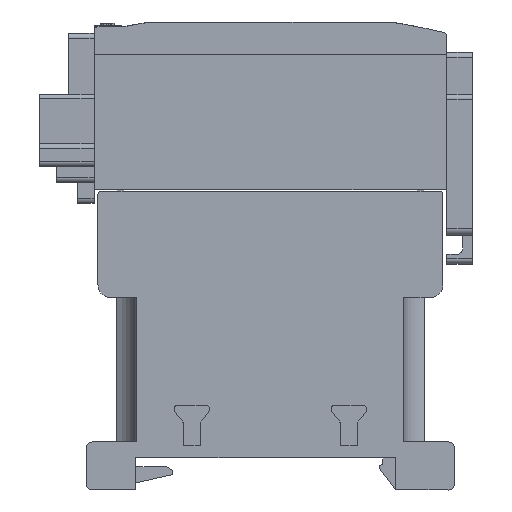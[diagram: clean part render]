
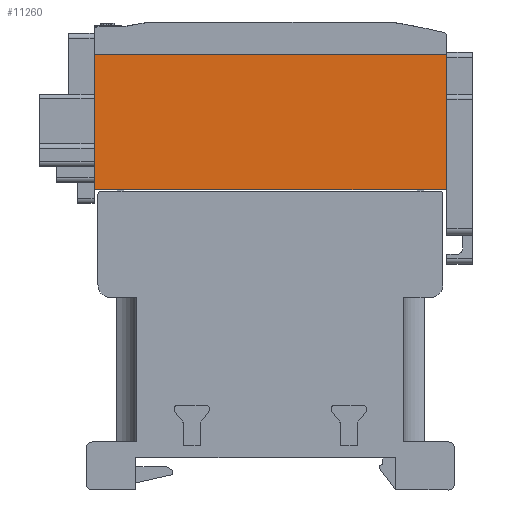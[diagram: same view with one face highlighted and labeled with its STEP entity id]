
A CAD part, left-side view. The second image highlights one B-rep face of the part: STEP entity #11260.
In plain terms, the highlighted planar face has unit normal (-1, 0, 0).
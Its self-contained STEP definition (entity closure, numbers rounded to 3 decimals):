
#11260=ADVANCED_FACE('',(#30434),#30435,.T.);
#21444=VERTEX_POINT('',#41028);
#21450=VERTEX_POINT('',#41034);
#21452=EDGE_CURVE('',#21450,#21444,#41036,.T.);
#23582=VERTEX_POINT('',#43166);
#23584=EDGE_CURVE('',#23582,#21444,#43168,.T.);
#23586=VERTEX_POINT('',#43170);
#23588=EDGE_CURVE('',#23582,#23586,#43172,.T.);
#23590=EDGE_CURVE('',#23586,#21450,#43174,.T.);
#30434=FACE_OUTER_BOUND('',#50008,.T.);
#30435=PLANE('',#50009);
#41028=CARTESIAN_POINT('',(0.05,58.9,67.9));
#41034=CARTESIAN_POINT('',(0.05,4.1,67.9));
#41036=LINE('',#66160,#66161);
#43166=CARTESIAN_POINT('',(0.05,58.9,46.8));
#43168=LINE('',#69593,#69594);
#43170=CARTESIAN_POINT('',(0.05,4.1,46.8));
#43172=LINE('',#69599,#69600);
#43174=LINE('',#69603,#69604);
#50008=EDGE_LOOP('',(#86138,#86139,#86140,#86141));
#50009=AXIS2_PLACEMENT_3D('',#86142,#86143,#86144);
#66160=CARTESIAN_POINT('',(0.05,4.05,67.9));
#66161=VECTOR('',#94182,1.0);
#69593=CARTESIAN_POINT('',(0.05,58.9,46.8));
#69594=VECTOR('',#95095,1.0);
#69599=CARTESIAN_POINT('',(0.05,58.9,46.8));
#69600=VECTOR('',#95096,1.0);
#69603=CARTESIAN_POINT('',(0.05,4.1,46.8));
#69604=VECTOR('',#95097,1.0);
#86138=ORIENTED_EDGE('',*,*,#21452,.T.);
#86139=ORIENTED_EDGE('',*,*,#23584,.F.);
#86140=ORIENTED_EDGE('',*,*,#23588,.T.);
#86141=ORIENTED_EDGE('',*,*,#23590,.T.);
#86142=CARTESIAN_POINT('',(0.05,4.1,46.8));
#86143=DIRECTION('',(-1.0,0.0,0.0));
#86144=DIRECTION('',(0.0,1.0,0.0));
#94182=DIRECTION('',(0.0,1.,0.));
#95095=DIRECTION('',(0.0,0.0,1.0));
#95096=DIRECTION('',(0.0,-1.0,0.0));
#95097=DIRECTION('',(0.0,0.0,1.0));
